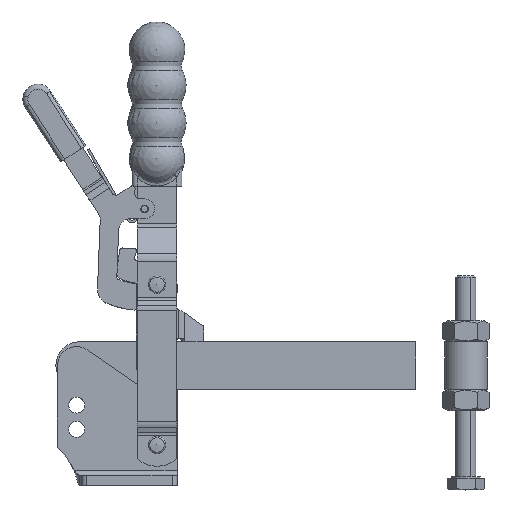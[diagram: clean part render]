
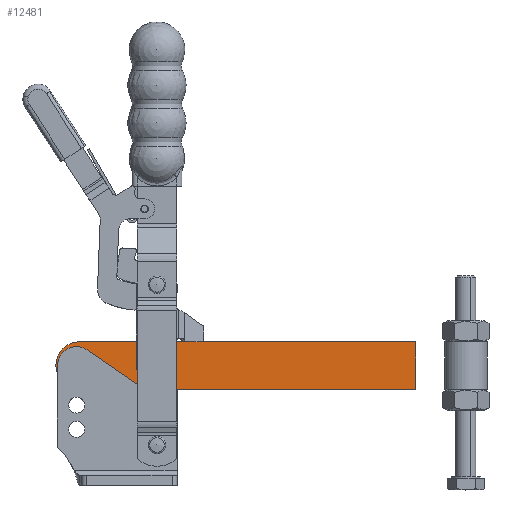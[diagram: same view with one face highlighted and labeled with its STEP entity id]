
A CAD part, top view. The second image highlights one B-rep face of the part: STEP entity #12481.
In plain terms, the highlighted planar face has unit normal (0, 0, 1).
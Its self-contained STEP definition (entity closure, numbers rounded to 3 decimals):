
#12304=CARTESIAN_POINT('',(-21.621,56.386,0.));
#12305=VERTEX_POINT('',#12304);
#12314=CARTESIAN_POINT('',(-21.62,56.341,0.));
#12315=VERTEX_POINT('',#12314);
#12316=CARTESIAN_POINT('',(-18.446,56.386,0.));
#12317=DIRECTION('',(0.,0.,-1.0));
#12318=DIRECTION('',(1.,0.014,0.));
#12319=AXIS2_PLACEMENT_3D('',#12316,#12317,#12318);
#12320=CIRCLE('',#12319,3.175);
#12321=EDGE_CURVE('',#12315,#12305,#12320,.T.);
#12323=CARTESIAN_POINT('',(-15.271,56.386,0.));
#12324=VERTEX_POINT('',#12323);
#12325=CARTESIAN_POINT('',(-18.446,56.386,0.));
#12326=DIRECTION('',(0.,0.,-1.0));
#12327=DIRECTION('',(1.,0.014,0.));
#12328=AXIS2_PLACEMENT_3D('',#12325,#12326,#12327);
#12329=CIRCLE('',#12328,3.175);
#12330=EDGE_CURVE('',#12324,#12315,#12329,.T.);
#12364=CARTESIAN_POINT('',(13.612,59.997,0.));
#12365=VERTEX_POINT('',#12364);
#12374=CARTESIAN_POINT('',(10.127,56.793,0.));
#12375=VERTEX_POINT('',#12374);
#12376=CARTESIAN_POINT('',(13.301,56.838,0.));
#12377=DIRECTION('',(0.,0.,-1.0));
#12378=DIRECTION('',(1.,0.014,0.));
#12379=AXIS2_PLACEMENT_3D('',#12376,#12377,#12378);
#12380=CIRCLE('',#12379,3.175);
#12381=EDGE_CURVE('',#12375,#12365,#12380,.T.);
#12383=CARTESIAN_POINT('',(12.99,53.678,0.));
#12384=VERTEX_POINT('',#12383);
#12385=CARTESIAN_POINT('',(13.301,56.838,0.));
#12386=DIRECTION('',(0.,0.,-1.0));
#12387=DIRECTION('',(1.,0.014,0.));
#12388=AXIS2_PLACEMENT_3D('',#12385,#12386,#12387);
#12389=CIRCLE('',#12388,3.175);
#12390=EDGE_CURVE('',#12384,#12375,#12389,.T.);
#12419=CARTESIAN_POINT('',(-18.446,56.386,0.));
#12420=DIRECTION('',(0.0,0.0,-1.0));
#12421=DIRECTION('',(-1.0,0.0,0.0));
#12422=AXIS2_PLACEMENT_3D('',#12419,#12420,#12421);
#12423=PLANE('',#12422);
#12424=CARTESIAN_POINT('',(116.676,48.806,0.));
#12425=VERTEX_POINT('',#12424);
#12426=CARTESIAN_POINT('',(-17.011,46.906,0.));
#12427=VERTEX_POINT('',#12426);
#12428=CARTESIAN_POINT('',(116.676,48.806,0.));
#12429=DIRECTION('',(-1.,-0.014,0.));
#12430=VECTOR('',#12429,133.7);
#12431=LINE('',#12428,#12430);
#12432=EDGE_CURVE('',#12425,#12427,#12431,.T.);
#12433=ORIENTED_EDGE('',*,*,#12432,.F.);
#12434=CARTESIAN_POINT('',(116.406,67.805,0.));
#12435=VERTEX_POINT('',#12434);
#12436=CARTESIAN_POINT('',(116.406,67.805,0.));
#12437=DIRECTION('',(0.014,-1.,0.0));
#12438=VECTOR('',#12437,19.);
#12439=LINE('',#12436,#12438);
#12440=EDGE_CURVE('',#12435,#12425,#12439,.T.);
#12441=ORIENTED_EDGE('',*,*,#12440,.F.);
#12442=CARTESIAN_POINT('',(-17.281,65.904,0.));
#12443=VERTEX_POINT('',#12442);
#12444=CARTESIAN_POINT('',(-17.281,65.904,0.));
#12445=DIRECTION('',(1.,0.014,0.));
#12446=VECTOR('',#12445,133.7);
#12447=LINE('',#12444,#12446);
#12448=EDGE_CURVE('',#12443,#12435,#12447,.T.);
#12449=ORIENTED_EDGE('',*,*,#12448,.F.);
#12450=CARTESIAN_POINT('',(-17.146,56.405,0.));
#12451=DIRECTION('',(0.,0.,-1.));
#12452=DIRECTION('',(-0.014,1.,0.));
#12453=AXIS2_PLACEMENT_3D('',#12450,#12451,#12452);
#12454=CIRCLE('',#12453,9.5);
#12455=EDGE_CURVE('',#12427,#12443,#12454,.T.);
#12456=ORIENTED_EDGE('',*,*,#12455,.F.);
#12457=EDGE_LOOP('',(#12433,#12441,#12449,#12456));
#12458=FACE_OUTER_BOUND('',#12457,.T.);
#12459=ORIENTED_EDGE('',*,*,#12321,.T.);
#12460=CARTESIAN_POINT('',(-18.446,56.386,0.));
#12461=DIRECTION('',(0.,0.,-1.0));
#12462=DIRECTION('',(1.,0.014,0.));
#12463=AXIS2_PLACEMENT_3D('',#12460,#12461,#12462);
#12464=CIRCLE('',#12463,3.175);
#12465=EDGE_CURVE('',#12305,#12324,#12464,.T.);
#12466=ORIENTED_EDGE('',*,*,#12465,.T.);
#12467=ORIENTED_EDGE('',*,*,#12330,.T.);
#12468=EDGE_LOOP('',(#12459,#12466,#12467));
#12469=FACE_BOUND('',#12468,.T.);
#12470=ORIENTED_EDGE('',*,*,#12381,.T.);
#12471=CARTESIAN_POINT('',(13.301,56.838,0.));
#12472=DIRECTION('',(0.,0.,-1.0));
#12473=DIRECTION('',(1.,0.014,0.));
#12474=AXIS2_PLACEMENT_3D('',#12471,#12472,#12473);
#12475=CIRCLE('',#12474,3.175);
#12476=EDGE_CURVE('',#12365,#12384,#12475,.T.);
#12477=ORIENTED_EDGE('',*,*,#12476,.T.);
#12478=ORIENTED_EDGE('',*,*,#12390,.T.);
#12479=EDGE_LOOP('',(#12470,#12477,#12478));
#12480=FACE_BOUND('',#12479,.T.);
#12481=ADVANCED_FACE('',(#12458,#12469,#12480),#12423,.F.);
